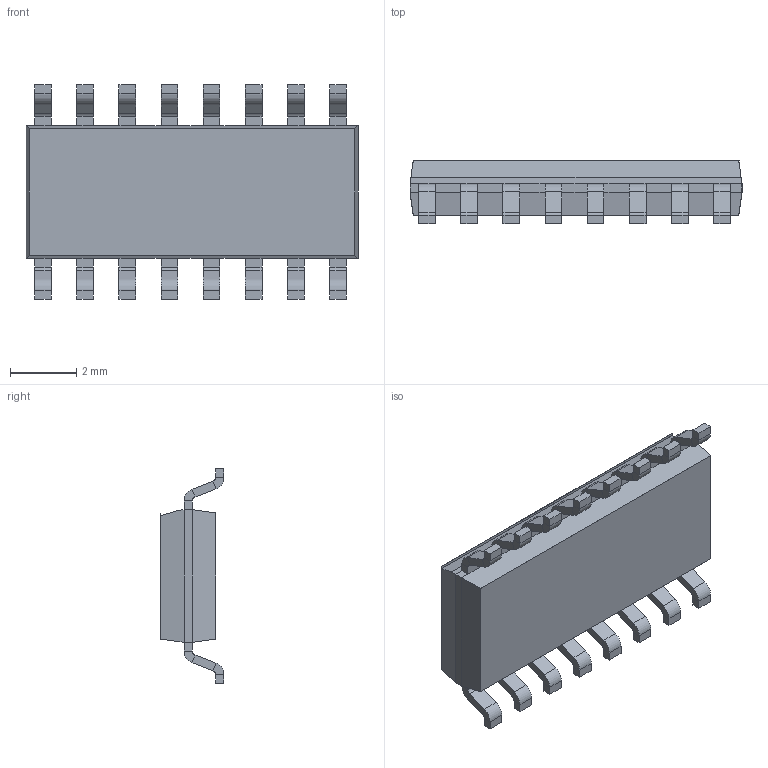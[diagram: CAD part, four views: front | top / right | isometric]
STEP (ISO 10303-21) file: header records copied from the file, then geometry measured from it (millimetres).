
FILE_DESCRIPTION (( 'STEP AP214' ), '1' );
FILE_NAME ('SOP-16.STEP', '2025-08-17T09:13:22', ( '' ), ( '' ), 'SwSTEP 2.0', 'SolidWorks 2022', '' );
FILE_SCHEMA (( 'AUTOMOTIVE_DESIGN' ));
Length unit declared in the file: millimetre
Products named in the file (1): SOP-16
Bounding box: 10 x 1.92 x 6.46 mm (x, y, z)
Volume: 67.9 mm3; surface area: 165.9 mm2
Topology: 1 solids, 2 shells, 476 faces, 1034 edges, 563 vertices
Faces by surface type: plane 342, cylinder 88, bspline 38, sphere 8
Entity records: 15924 total; most frequent: CARTESIAN_POINT 4478, ORIENTED_EDGE 2052, DIRECTION 1974, EDGE_CURVE 1026, LINE 784, VECTOR 784, AXIS2_PLACEMENT_3D 595, VERTEX_POINT 563
